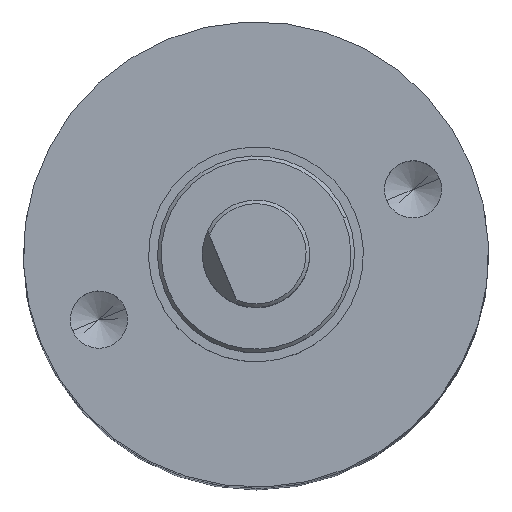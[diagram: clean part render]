
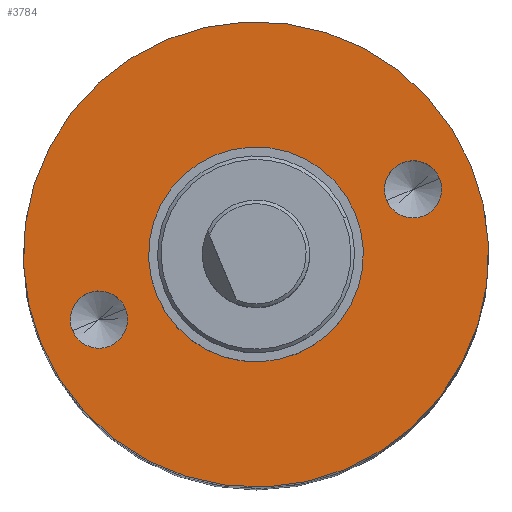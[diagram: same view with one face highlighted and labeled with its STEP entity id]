
A CAD part, top view. The second image highlights one B-rep face of the part: STEP entity #3784.
In plain terms, the highlighted face is planar.
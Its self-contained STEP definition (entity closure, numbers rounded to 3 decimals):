
#32 = EDGE_LOOP ( 'NONE', ( #4501, #1703 ) ) ;
#96 = CARTESIAN_POINT ( 'NONE',  ( -4.75, 0., 0. ) ) ;
#120 = VERTEX_POINT ( 'NONE', #2955 ) ;
#136 = CARTESIAN_POINT ( 'NONE',  ( -3., 0., 0. ) ) ;
#257 = EDGE_CURVE ( 'NONE', #655, #3221, #4660, .T. ) ;
#277 = AXIS2_PLACEMENT_3D ( 'NONE', #4582, #2023, #4994 ) ;
#332 = EDGE_CURVE ( 'NONE', #4097, #4508, #5254, .T. ) ;
#392 = DIRECTION ( 'NONE',  ( 0., 0., -1. ) ) ;
#430 = VERTEX_POINT ( 'NONE', #136 ) ;
#446 = CARTESIAN_POINT ( 'NONE',  ( 5.55, 0., 0. ) ) ;
#464 = CARTESIAN_POINT ( 'NONE',  ( 0., 0., 0. ) ) ;
#501 = DIRECTION ( 'NONE',  ( 0., 0., -1. ) ) ;
#522 = DIRECTION ( 'NONE',  ( 0., 0., 1. ) ) ;
#533 = DIRECTION ( 'NONE',  ( -1., 0., 0. ) ) ;
#655 = VERTEX_POINT ( 'NONE', #1983 ) ;
#703 = FACE_OUTER_BOUND ( 'NONE', #1947, .T. ) ;
#845 = ORIENTED_EDGE ( 'NONE', *, *, #1823, .T. ) ;
#878 = DIRECTION ( 'NONE',  ( 1., 0., 0. ) ) ;
#911 = AXIS2_PLACEMENT_3D ( 'NONE', #96, #3080, #533 ) ;
#1009 = CIRCLE ( 'NONE', #4070, 0.8 ) ;
#1077 = CARTESIAN_POINT ( 'NONE',  ( 0., 0., 0. ) ) ;
#1105 = CIRCLE ( 'NONE', #277, 3. ) ;
#1271 = EDGE_CURVE ( 'NONE', #430, #2913, #3250, .T. ) ;
#1390 = AXIS2_PLACEMENT_3D ( 'NONE', #464, #3430, #878 ) ;
#1469 = ORIENTED_EDGE ( 'NONE', *, *, #1271, .T. ) ;
#1507 = CIRCLE ( 'NONE', #2529, 6.5 ) ;
#1575 = CIRCLE ( 'NONE', #2163, 0.8 ) ;
#1703 = ORIENTED_EDGE ( 'NONE', *, *, #332, .F. ) ;
#1823 = EDGE_CURVE ( 'NONE', #2913, #430, #1105, .T. ) ;
#1859 = DIRECTION ( 'NONE',  ( 0., 0., -1. ) ) ;
#1863 = CARTESIAN_POINT ( 'NONE',  ( -3.95, 0., 0. ) ) ;
#1919 = AXIS2_PLACEMENT_3D ( 'NONE', #1077, #4912, #2375 ) ;
#1947 = EDGE_LOOP ( 'NONE', ( #2293, #4808 ) ) ;
#1983 = CARTESIAN_POINT ( 'NONE',  ( -5.55, 0., 0. ) ) ;
#2023 = DIRECTION ( 'NONE',  ( 0., 0., 1. ) ) ;
#2163 = AXIS2_PLACEMENT_3D ( 'NONE', #3060, #501, #3473 ) ;
#2293 = ORIENTED_EDGE ( 'NONE', *, *, #3070, .F. ) ;
#2375 = DIRECTION ( 'NONE',  ( 1., 0., 0. ) ) ;
#2528 = CARTESIAN_POINT ( 'NONE',  ( 0., 0., 0. ) ) ;
#2529 = AXIS2_PLACEMENT_3D ( 'NONE', #3072, #522, #3486 ) ;
#2542 = EDGE_CURVE ( 'NONE', #3221, #655, #1575, .T. ) ;
#2913 = VERTEX_POINT ( 'NONE', #4984 ) ;
#2919 = AXIS2_PLACEMENT_3D ( 'NONE', #4416, #1859, #4836 ) ;
#2944 = CARTESIAN_POINT ( 'NONE',  ( 4.75, 0., 0. ) ) ;
#2955 = CARTESIAN_POINT ( 'NONE',  ( 6.5, 0., 0. ) ) ;
#2960 = CARTESIAN_POINT ( 'NONE',  ( -6.5, 0., 0. ) ) ;
#2969 = DIRECTION ( 'NONE',  ( 1., 0., 0. ) ) ;
#2975 = FACE_BOUND ( 'NONE', #3734, .T. ) ;
#3040 = ORIENTED_EDGE ( 'NONE', *, *, #257, .F. ) ;
#3060 = CARTESIAN_POINT ( 'NONE',  ( -4.75, 0., 0. ) ) ;
#3070 = EDGE_CURVE ( 'NONE', #4071, #120, #1507, .T. ) ;
#3072 = CARTESIAN_POINT ( 'NONE',  ( 0., 0., 0. ) ) ;
#3080 = DIRECTION ( 'NONE',  ( 0., 0., -1. ) ) ;
#3158 = ORIENTED_EDGE ( 'NONE', *, *, #2542, .F. ) ;
#3221 = VERTEX_POINT ( 'NONE', #1863 ) ;
#3250 = CIRCLE ( 'NONE', #5429, 3. ) ;
#3357 = DIRECTION ( 'NONE',  ( -1., 0., 0. ) ) ;
#3430 = DIRECTION ( 'NONE',  ( 0., 0., 1. ) ) ;
#3473 = DIRECTION ( 'NONE',  ( -1., 0., 0. ) ) ;
#3486 = DIRECTION ( 'NONE',  ( 1., 0., 0. ) ) ;
#3584 = EDGE_LOOP ( 'NONE', ( #845, #1469 ) ) ;
#3734 = EDGE_LOOP ( 'NONE', ( #3040, #3158 ) ) ;
#3784 = ADVANCED_FACE ( 'NONE', ( #5087, #2975, #4094, #703 ), #4503, .F. ) ;
#3879 = CIRCLE ( 'NONE', #1390, 6.5 ) ;
#4071 = VERTEX_POINT ( 'NONE', #2960 ) ;
#4070 = AXIS2_PLACEMENT_3D ( 'NONE', #2944, #392, #3357 ) ;
#4094 = FACE_BOUND ( 'NONE', #3584, .T. ) ;
#4097 = VERTEX_POINT ( 'NONE', #446 ) ;
#4416 = CARTESIAN_POINT ( 'NONE',  ( 4.75, 0., 0. ) ) ;
#4501 = ORIENTED_EDGE ( 'NONE', *, *, #5010, .F. ) ;
#4503 = PLANE ( 'NONE',  #1919 ) ;
#4508 = VERTEX_POINT ( 'NONE', #4599 ) ;
#4582 = CARTESIAN_POINT ( 'NONE',  ( 0., 0., 0. ) ) ;
#4599 = CARTESIAN_POINT ( 'NONE',  ( 3.95, 0., 0. ) ) ;
#4660 = CIRCLE ( 'NONE', #911, 0.8 ) ;
#4808 = ORIENTED_EDGE ( 'NONE', *, *, #5119, .F. ) ;
#4836 = DIRECTION ( 'NONE',  ( -1., 0., 0. ) ) ;
#4912 = DIRECTION ( 'NONE',  ( 0., 0., 1. ) ) ;
#4984 = CARTESIAN_POINT ( 'NONE',  ( 3., 0., 0. ) ) ;
#4994 = DIRECTION ( 'NONE',  ( 1., 0., 0. ) ) ;
#5010 = EDGE_CURVE ( 'NONE', #4508, #4097, #1009, .T. ) ;
#5087 = FACE_BOUND ( 'NONE', #32, .T. ) ;
#5119 = EDGE_CURVE ( 'NONE', #120, #4071, #3879, .T. ) ;
#5254 = CIRCLE ( 'NONE', #2919, 0.8 ) ;
#5429 = AXIS2_PLACEMENT_3D ( 'NONE', #2528, #5498, #2969 ) ;
#5498 = DIRECTION ( 'NONE',  ( 0., 0., 1. ) ) ;
